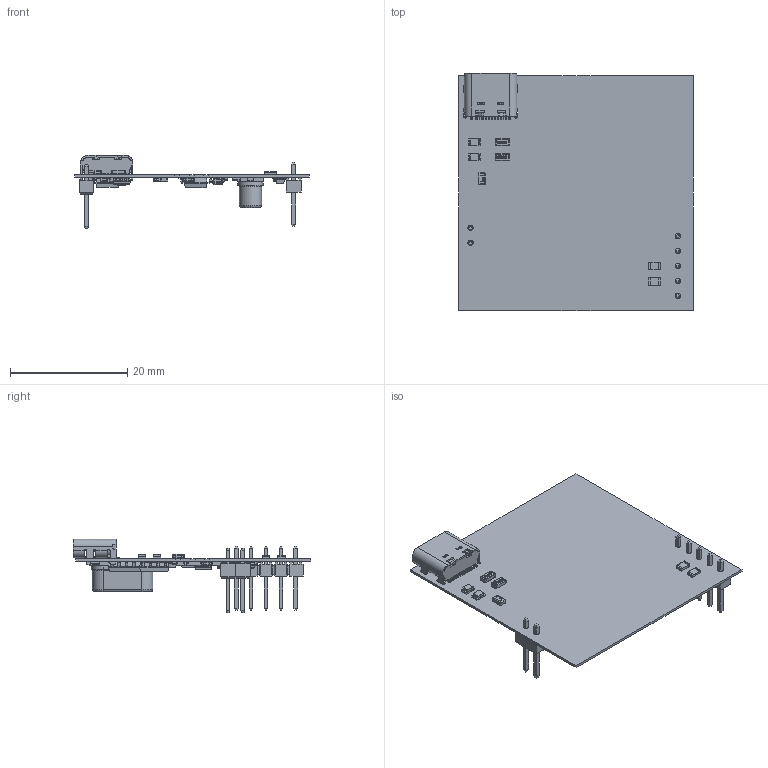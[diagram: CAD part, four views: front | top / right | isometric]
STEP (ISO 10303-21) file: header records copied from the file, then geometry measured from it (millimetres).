
FILE_DESCRIPTION(('Open CASCADE Model'),'2;1');
FILE_NAME('Open CASCADE Shape Model','2023-10-30T11:37:46',('Author'),( 'Open CASCADE'),'Open CASCADE STEP processor 7.5','Open CASCADE 7.5' ,'Unknown');
FILE_SCHEMA(('AUTOMOTIVE_DESIGN { 1 0 10303 214 1 1 1 1 }'));
Length unit declared in the file: millimetre
Products named in the file (68): PCB; Board; Open CASCADE STEP translator 7.5 3.1.1; C38; SW3dPS-0805 SMD Capacitor; P2; User Library-Header1x2; User Library-Header1x2_Header1_1; U30; 7908837648; U29; 7025154144; R19; User Library-0805(2012M) Res; R18; R17; R16; R15; Q3; 8404921968; D3; WL-SMCW_0805_LED; base; cover; housing; marking; base_2; D2; C37; C36; Y1; User Library-HC49_SMD; U28; 6062264640; U27; 8420547536; R14; 7149578672; Mid_Body; Terminal ...
Assembly tree (91 placements, depth 5):
  PCB
    Board
      Open CASCADE STEP translator 7.5 3.1.1
    C38
      SW3dPS-0805 SMD Capacitor
    P2
      User Library-Header1x2
        User Library-Header1x2_Header1_1  x2
    U30
      7908837648
    U29
      7025154144
    R19
      User Library-0805(2012M) Res
    R18
      User Library-0805(2012M) Res
    R17
      User Library-0805(2012M) Res
    R16
      User Library-0805(2012M) Res
    R15
      User Library-0805(2012M) Res
    Q3
      8404921968
    D3
      WL-SMCW_0805_LED
        base
        cover
        housing
        marking  x2
        base_2
    D2
      WL-SMCW_0805_LED
        base
        cover
        housing
        marking  x2
        base_2
    C37
      SW3dPS-0805 SMD Capacitor
    C36
      SW3dPS-0805 SMD Capacitor
    Y1
      User Library-HC49_SMD
    U28
      6062264640
    U27
      8420547536
    R14
      7149578672
        Mid_Body
        Terminal  x2
          Open CASCADE STEP translator 6.8 43.2.1
        Mark
    R13
      7149578672
        Mid_Body
        Terminal  x2
          Open CASCADE STEP translator 6.8 43.2.1
        Mark
Bounding box: 40.01 x 40.45 x 12.51 mm (x, y, z)
Volume: 1250.2 mm3; surface area: 5094 mm2
Topology: 170 solids, 170 shells, 3767 faces, 9148 edges, 5718 vertices
Faces by surface type: plane 2315, cylinder 693, bspline 638, sphere 84, cone 28, torus 9
Full cylindrical faces by diameter (mm): 0.6 x2, 0.9 x7
Entity records: 76686 total; most frequent: CARTESIAN_POINT 19226, ORIENTED_EDGE 10722, DIRECTION 10214, EDGE_CURVE 5361, LINE 4278, VECTOR 4278, VERTEX_POINT 3428, AXIS2_PLACEMENT_3D 2968
